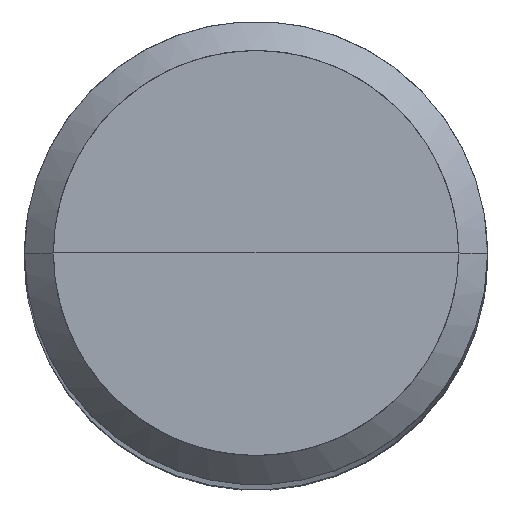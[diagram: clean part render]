
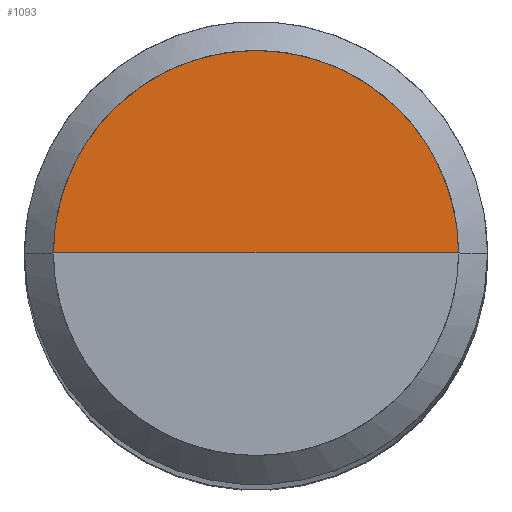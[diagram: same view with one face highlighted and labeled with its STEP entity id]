
A CAD part, top view. The second image highlights one B-rep face of the part: STEP entity #1093.
In plain terms, the highlighted free-form (B-spline) face has degree [1, 2] with [2, 5] control points.
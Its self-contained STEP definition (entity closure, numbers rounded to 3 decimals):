
#830=CARTESIAN_POINT('',(3.5,0.0,47.0));
#831=CARTESIAN_POINT('',(3.5,3.5,47.0));
#832=CARTESIAN_POINT('',(0.0,3.5,47.0));
#833=CARTESIAN_POINT('',(-3.5,3.5,47.0));
#834=CARTESIAN_POINT('',(-3.5,0.0,47.0));
#835=CARTESIAN_POINT('',(0.0,0.0,47.0));
#1078=(
BOUNDED_SURFACE()
B_SPLINE_SURFACE(1,2,(
(#830,#831,#832,#833,#834),
(#835,#835,#835,#835,#835)
), .UNSPECIFIED.,.F.,.F.,.F.)
B_SPLINE_SURFACE_WITH_KNOTS((2,2),(3,2,3),(
0.0,1.0),(
0.0,0.5,1.0), .UNSPECIFIED.)
GEOMETRIC_REPRESENTATION_ITEM()
RATIONAL_B_SPLINE_SURFACE(((1.0,0.707,1.0,0.707,1.0),
(1.0,0.707,1.0,0.707,1.0)
))
REPRESENTATION_ITEM('')
SURFACE()
);
#1079=(
BOUNDED_CURVE()
B_SPLINE_CURVE(2,(#834,#833,#832,#831,#830),.UNSPECIFIED.,.F.,.F.)
B_SPLINE_CURVE_WITH_KNOTS((3,2,3),
(0.0,0.5,1.0),.UNSPECIFIED.)
CURVE()
GEOMETRIC_REPRESENTATION_ITEM()
RATIONAL_B_SPLINE_CURVE((1.0,0.707,1.0,0.707,1.0))
REPRESENTATION_ITEM('')
);
#1080=(
BOUNDED_CURVE()
B_SPLINE_CURVE(1,(#830,#835),.UNSPECIFIED.,.F.,.F.)
B_SPLINE_CURVE_WITH_KNOTS((2,2),
(0.0,1.0),.UNSPECIFIED.)
CURVE()
GEOMETRIC_REPRESENTATION_ITEM()
RATIONAL_B_SPLINE_CURVE((1.0,1.0))
REPRESENTATION_ITEM('')
);
#1081=(
BOUNDED_CURVE()
B_SPLINE_CURVE(1,(#835,#834),.UNSPECIFIED.,.F.,.F.)
B_SPLINE_CURVE_WITH_KNOTS((2,2),
(0.0,1.0),.UNSPECIFIED.)
CURVE()
GEOMETRIC_REPRESENTATION_ITEM()
RATIONAL_B_SPLINE_CURVE((1.0,1.0))
REPRESENTATION_ITEM('')
);
#1082=VERTEX_POINT('',#830);
#1083=VERTEX_POINT('',#834);
#1084=VERTEX_POINT('',#835);
#1085=EDGE_CURVE('',#1083,#1082,#1079,.T.);
#1086=EDGE_CURVE('',#1082,#1084,#1080,.T.);
#1087=EDGE_CURVE('',#1084,#1083,#1081,.T.);
#1088=ORIENTED_EDGE('',*,*,#1085,.T.);
#1089=ORIENTED_EDGE('',*,*,#1086,.T.);
#1090=ORIENTED_EDGE('',*,*,#1087,.T.);
#1091=EDGE_LOOP('',(#1088,#1089,#1090));
#1092=FACE_OUTER_BOUND('',#1091,.T.);
#1093=ADVANCED_FACE('',(#1092),#1078,.T.);
